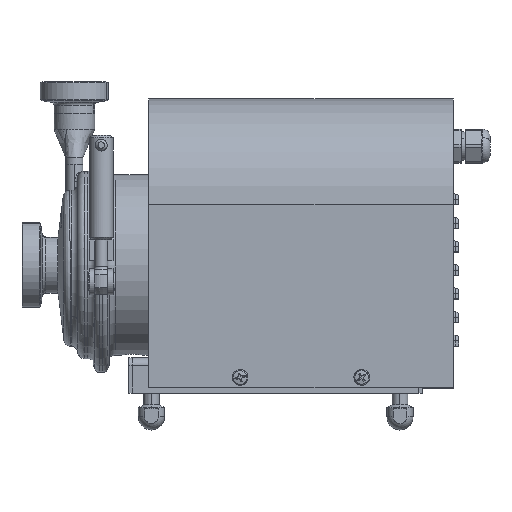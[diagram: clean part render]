
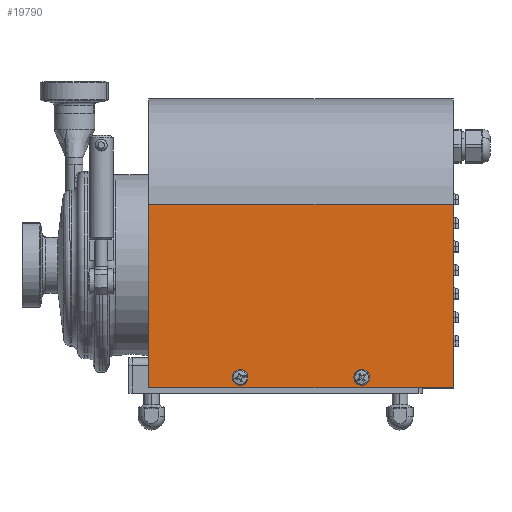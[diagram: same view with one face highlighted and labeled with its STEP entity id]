
A CAD part, top view. The second image highlights one B-rep face of the part: STEP entity #19790.
In plain terms, the highlighted planar face has unit normal (0, 0, 1).
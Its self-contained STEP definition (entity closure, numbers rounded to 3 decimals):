
#135 = AXIS2_PLACEMENT_3D ( 'NONE', #26432, #43388, #19574 ) ;
#710 = ORIENTED_EDGE ( 'NONE', *, *, #16947, .T. ) ;
#1161 = EDGE_CURVE ( 'NONE', #23717, #25636, #24482, .T. ) ;
#1525 = EDGE_CURVE ( 'NONE', #41988, #30675, #38037, .T. ) ;
#1787 = VERTEX_POINT ( 'NONE', #2958 ) ;
#2604 = CARTESIAN_POINT ( 'NONE',  ( -36.913, -73.65, 81. ) ) ;
#2958 = CARTESIAN_POINT ( 'NONE',  ( -36.913, -80.65, 81. ) ) ;
#3967 = FACE_BOUND ( 'NONE', #6364, .T. ) ;
#4266 = CIRCLE ( 'NONE', #7927, 3.5 ) ;
#4702 = DIRECTION ( 'NONE',  ( 0., -1., 0. ) ) ;
#5150 = EDGE_LOOP ( 'NONE', ( #19131, #24610 ) ) ;
#5337 = EDGE_CURVE ( 'NONE', #10985, #26047, #26403, .T. ) ;
#6364 = EDGE_LOOP ( 'NONE', ( #710, #32822 ) ) ;
#7525 = FACE_OUTER_BOUND ( 'NONE', #29076, .T. ) ;
#7927 = AXIS2_PLACEMENT_3D ( 'NONE', #39846, #16270, #37390 ) ;
#8252 = LINE ( 'NONE', #14938, #25447 ) ;
#9622 = AXIS2_PLACEMENT_3D ( 'NONE', #14693, #38492, #31580 ) ;
#9903 = ORIENTED_EDGE ( 'NONE', *, *, #5337, .T. ) ;
#10275 = AXIS2_PLACEMENT_3D ( 'NONE', #27526, #30422, #41114 ) ;
#10897 = CARTESIAN_POINT ( 'NONE',  ( 33.087, -85.15, 81. ) ) ;
#10985 = VERTEX_POINT ( 'NONE', #31550 ) ;
#13408 = EDGE_CURVE ( 'NONE', #10985, #23717, #8252, .T. ) ;
#14355 = CIRCLE ( 'NONE', #135, 3.5 ) ;
#14693 = CARTESIAN_POINT ( 'NONE',  ( -36.913, -77.15, 81. ) ) ;
#14938 = CARTESIAN_POINT ( 'NONE',  ( 33.087, 54.85, 81. ) ) ;
#16270 = DIRECTION ( 'NONE',  ( 0., 0., -1. ) ) ;
#16350 = AXIS2_PLACEMENT_3D ( 'NONE', #21553, #31780, #24661 ) ;
#16947 = EDGE_CURVE ( 'NONE', #30675, #41988, #4266, .T. ) ;
#17566 = PLANE ( 'NONE',  #16350 ) ;
#19131 = ORIENTED_EDGE ( 'NONE', *, *, #30829, .T. ) ;
#19574 = DIRECTION ( 'NONE',  ( 0., 1., 0. ) ) ;
#19760 = DIRECTION ( 'NONE',  ( -1., 0., 0. ) ) ;
#19790 = ADVANCED_FACE ( 'NONE', ( #38020, #3967, #7525 ), #17566, .F. ) ;
#20078 = CARTESIAN_POINT ( 'NONE',  ( 33.087, -85.15, 81. ) ) ;
#21553 = CARTESIAN_POINT ( 'NONE',  ( 33.087, 54.85, 81. ) ) ;
#21948 = DIRECTION ( 'NONE',  ( 0., -1., 0. ) ) ;
#22166 = VECTOR ( 'NONE', #21948, 1000. ) ;
#23717 = VERTEX_POINT ( 'NONE', #20078 ) ;
#24482 = LINE ( 'NONE', #10897, #41563 ) ;
#24610 = ORIENTED_EDGE ( 'NONE', *, *, #39117, .T. ) ;
#24661 = DIRECTION ( 'NONE',  ( 0., 1., 0. ) ) ;
#25121 = EDGE_CURVE ( 'NONE', #26047, #25636, #31946, .T. ) ;
#25142 = ORIENTED_EDGE ( 'NONE', *, *, #1161, .F. ) ;
#25414 = VECTOR ( 'NONE', #19760, 1000. ) ;
#25447 = VECTOR ( 'NONE', #4702, 1000. ) ;
#25636 = VERTEX_POINT ( 'NONE', #38412 ) ;
#26047 = VERTEX_POINT ( 'NONE', #42099 ) ;
#26077 = ORIENTED_EDGE ( 'NONE', *, *, #13408, .F. ) ;
#26245 = CARTESIAN_POINT ( 'NONE',  ( -129.913, -73.65, 81. ) ) ;
#26403 = LINE ( 'NONE', #44024, #25414 ) ;
#26432 = CARTESIAN_POINT ( 'NONE',  ( -36.913, -77.15, 81. ) ) ;
#27526 = CARTESIAN_POINT ( 'NONE',  ( -129.913, -77.15, 81. ) ) ;
#29076 = EDGE_LOOP ( 'NONE', ( #38089, #25142, #26077, #9903 ) ) ;
#30422 = DIRECTION ( 'NONE',  ( 0., 0., -1. ) ) ;
#30675 = VERTEX_POINT ( 'NONE', #26245 ) ;
#30829 = EDGE_CURVE ( 'NONE', #42235, #1787, #43786, .T. ) ;
#31550 = CARTESIAN_POINT ( 'NONE',  ( 33.087, 54.85, 81. ) ) ;
#31580 = DIRECTION ( 'NONE',  ( 0., 1., 0. ) ) ;
#31780 = DIRECTION ( 'NONE',  ( 0., 0., -1. ) ) ;
#31946 = LINE ( 'NONE', #41985, #22166 ) ;
#32822 = ORIENTED_EDGE ( 'NONE', *, *, #1525, .T. ) ;
#37390 = DIRECTION ( 'NONE',  ( 0., 1., 0. ) ) ;
#37584 = CARTESIAN_POINT ( 'NONE',  ( -129.913, -80.65, 81. ) ) ;
#38020 = FACE_BOUND ( 'NONE', #5150, .T. ) ;
#38037 = CIRCLE ( 'NONE', #10275, 3.5 ) ;
#38089 = ORIENTED_EDGE ( 'NONE', *, *, #25121, .T. ) ;
#38412 = CARTESIAN_POINT ( 'NONE',  ( -199.913, -85.15, 81. ) ) ;
#38492 = DIRECTION ( 'NONE',  ( 0., 0., -1. ) ) ;
#38727 = DIRECTION ( 'NONE',  ( -1., 0., 0. ) ) ;
#39117 = EDGE_CURVE ( 'NONE', #1787, #42235, #14355, .T. ) ;
#39846 = CARTESIAN_POINT ( 'NONE',  ( -129.913, -77.15, 81. ) ) ;
#41114 = DIRECTION ( 'NONE',  ( 0., 1., 0. ) ) ;
#41563 = VECTOR ( 'NONE', #38727, 1000. ) ;
#41985 = CARTESIAN_POINT ( 'NONE',  ( -199.913, 54.85, 81. ) ) ;
#41988 = VERTEX_POINT ( 'NONE', #37584 ) ;
#42099 = CARTESIAN_POINT ( 'NONE',  ( -199.913, 54.85, 81. ) ) ;
#42235 = VERTEX_POINT ( 'NONE', #2604 ) ;
#43388 = DIRECTION ( 'NONE',  ( 0., 0., -1. ) ) ;
#43786 = CIRCLE ( 'NONE', #9622, 3.5 ) ;
#44024 = CARTESIAN_POINT ( 'NONE',  ( 33.087, 54.85, 81. ) ) ;
